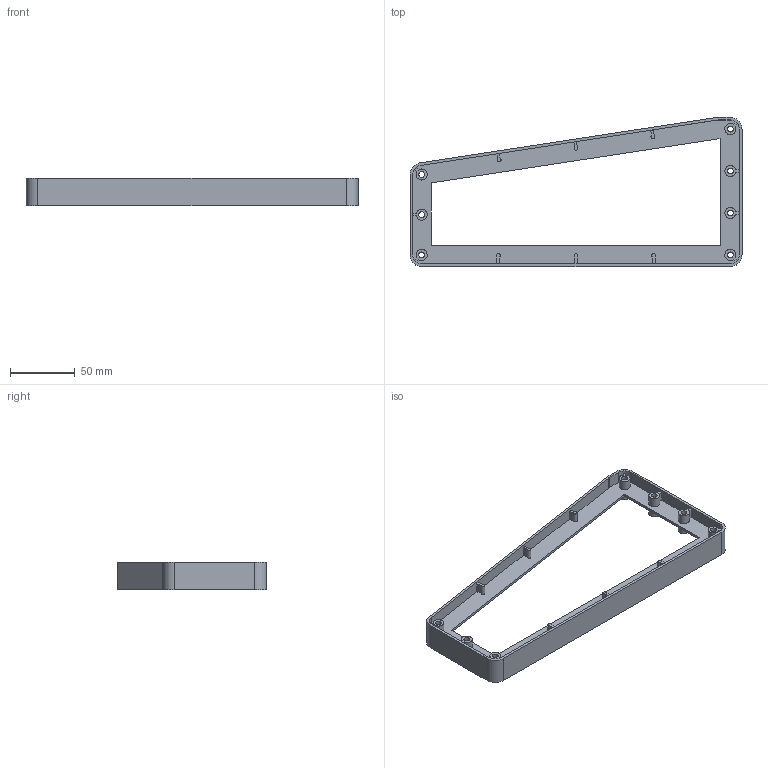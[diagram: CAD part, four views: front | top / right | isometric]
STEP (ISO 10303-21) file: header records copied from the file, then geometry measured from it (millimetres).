
FILE_DESCRIPTION(/* description */ ('Unknown'),/* implementation_level */ '2;1');
FILE_NAME(/* name */ 'ART. 301-A SPACER',/* time_stamp */ '2019-06-28T14:50:45+02:00',/* author */ ('Unknown'),/* organization */ ('Unknown'),/* preprocessor_version */ 'ST-DEVELOPER v16',/* originating_system */ 'DEX',/* authorisation */ $);
FILE_SCHEMA (('CONFIG_CONTROL_DESIGN'));
Length unit declared in the file: millimetre
Products named in the file (1): ART. 301-A SPACER
Bounding box: 256 x 115 x 21 mm (x, y, z)
Volume: 53323 mm3; surface area: 55537.3 mm2
Topology: 1 solids, 1 shells, 150 faces, 438 edges, 292 vertices
Faces by surface type: plane 102, cylinder 48
Full cylindrical faces by diameter (mm): 4.5 x7
Entity records: 5001 total; most frequent: CARTESIAN_POINT 874, ORIENTED_EDGE 862, DIRECTION 845, EDGE_CURVE 431, LINE 319, VECTOR 319, VERTEX_POINT 292, AXIS2_PLACEMENT_3D 263
